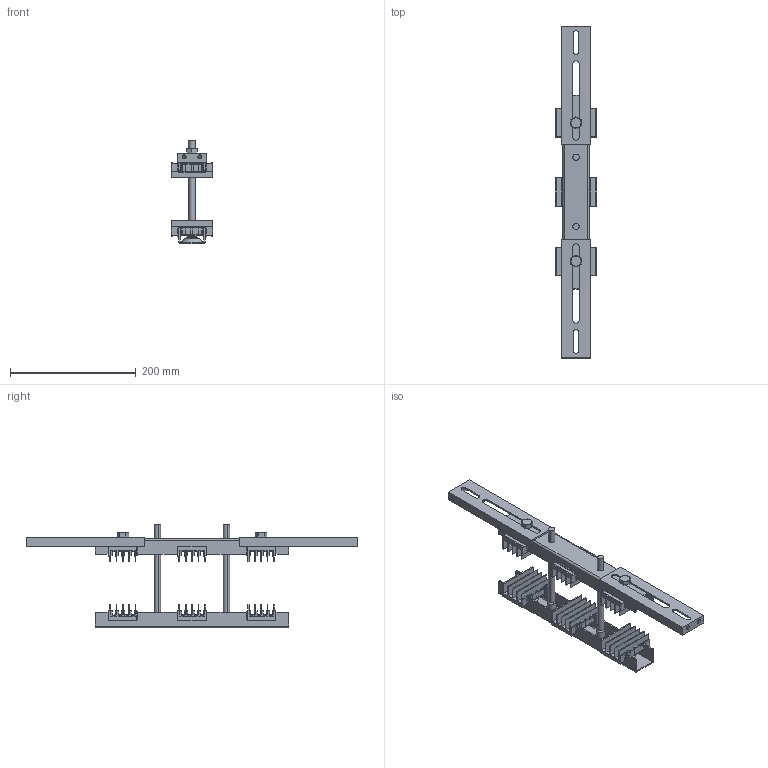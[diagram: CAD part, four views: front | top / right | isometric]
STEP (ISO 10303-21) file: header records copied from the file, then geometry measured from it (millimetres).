
FILE_DESCRIPTION(('STEP AP203'),'1');
FILE_NAME('ubs4-5t.stp','2024-09-29T20:23:43',('TraceParts'),('TraceParts S.A.'),'Spatial InterOp 3D',' ',' ');
FILE_SCHEMA(('CONFIG_CONTROL_DESIGN'));
Length unit declared in the file: millimetre
Products named in the file (1): 1
Bounding box: 66.4 x 527.84 x 165.26 mm (x, y, z)
Volume: 474798.3 mm3; surface area: 378642.2 mm2
Topology: 23 solids, 23 shells, 2161 faces, 5916 edges, 3916 vertices
Faces by surface type: plane 1959, cylinder 150, cone 48, torus 4
Entity records: 67506 total; most frequent: CARTESIAN_POINT 12160, ORIENTED_EDGE 11832, DIRECTION 10616, EDGE_CURVE 5916, LINE 5536, VECTOR 5536, VERTEX_POINT 3916, AXIS2_PLACEMENT_3D 2540
